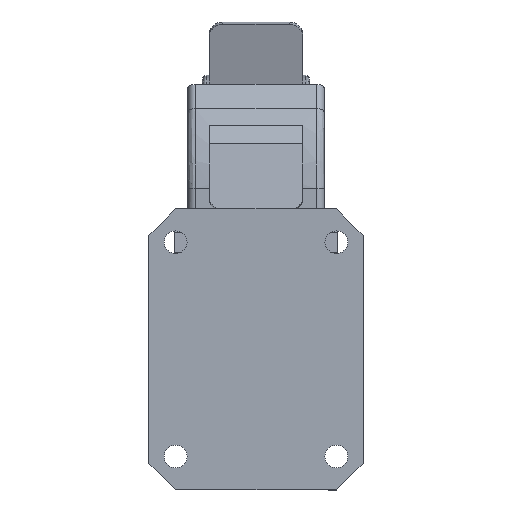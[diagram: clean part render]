
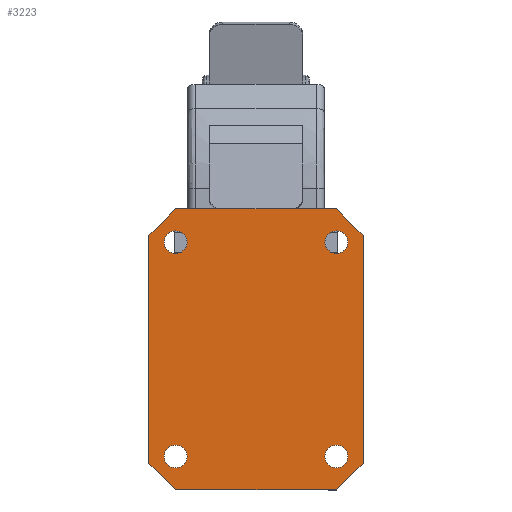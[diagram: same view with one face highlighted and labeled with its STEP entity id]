
A CAD part, top view. The second image highlights one B-rep face of the part: STEP entity #3223.
In plain terms, the highlighted planar face has unit normal (0, 0, 1).
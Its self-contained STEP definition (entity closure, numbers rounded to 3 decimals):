
#193 = FACE_BOUND ( 'NONE', #5297, .T. ) ;
#293 = PLANE ( 'NONE',  #3171 ) ;
#591 = DIRECTION ( 'NONE',  ( 0.707, 0.707, 0. ) ) ;
#595 = VERTEX_POINT ( 'NONE', #1331 ) ;
#628 = DIRECTION ( 'NONE',  ( 1., 0., 0. ) ) ;
#711 = EDGE_CURVE ( 'NONE', #595, #6716, #8053, .T. ) ;
#730 = DIRECTION ( 'NONE',  ( 1., 0., 0. ) ) ;
#778 = AXIS2_PLACEMENT_3D ( 'NONE', #8248, #2277, #7606 ) ;
#787 = DIRECTION ( 'NONE',  ( 0., 0., -1. ) ) ;
#877 = EDGE_CURVE ( 'NONE', #3867, #3589, #1974, .T. ) ;
#930 = EDGE_CURVE ( 'NONE', #3337, #7152, #6605, .T. ) ;
#1104 = EDGE_CURVE ( 'NONE', #4554, #3168, #5181, .T. ) ;
#1164 = AXIS2_PLACEMENT_3D ( 'NONE', #6764, #4785, #4092 ) ;
#1178 = DIRECTION ( 'NONE',  ( 1., 0., 0. ) ) ;
#1263 = EDGE_CURVE ( 'NONE', #7152, #3337, #1433, .T. ) ;
#1331 = CARTESIAN_POINT ( 'NONE',  ( 34.25, -40., 155. ) ) ;
#1344 = LINE ( 'NONE', #4123, #5799 ) ;
#1345 = CARTESIAN_POINT ( 'NONE',  ( 30., 40., 155. ) ) ;
#1365 = AXIS2_PLACEMENT_3D ( 'NONE', #1345, #787, #5961 ) ;
#1433 = CIRCLE ( 'NONE', #778, 4.25 ) ;
#1690 = VECTOR ( 'NONE', #591, 1000. ) ;
#1719 = ORIENTED_EDGE ( 'NONE', *, *, #4979, .T. ) ;
#1737 = CARTESIAN_POINT ( 'NONE',  ( 40., -42.5, 155. ) ) ;
#1745 = LINE ( 'NONE', #4202, #5079 ) ;
#1854 = CARTESIAN_POINT ( 'NONE',  ( 40., 42.5, 155. ) ) ;
#1865 = VECTOR ( 'NONE', #6217, 1000. ) ;
#1895 = ORIENTED_EDGE ( 'NONE', *, *, #2686, .T. ) ;
#1918 = DIRECTION ( 'NONE',  ( 0., 0., -1. ) ) ;
#1941 = VERTEX_POINT ( 'NONE', #1854 ) ;
#1947 = CARTESIAN_POINT ( 'NONE',  ( 30., 40., 155. ) ) ;
#1950 = CARTESIAN_POINT ( 'NONE',  ( -30., -52.5, 155. ) ) ;
#1974 = CIRCLE ( 'NONE', #8205, 4.25 ) ;
#1979 = AXIS2_PLACEMENT_3D ( 'NONE', #5728, #8374, #3787 ) ;
#2014 = CARTESIAN_POINT ( 'NONE',  ( -30., -40., 155. ) ) ;
#2187 = CIRCLE ( 'NONE', #7637, 4.25 ) ;
#2235 = DIRECTION ( 'NONE',  ( 0., 0., 1. ) ) ;
#2277 = DIRECTION ( 'NONE',  ( 0., 0., -1. ) ) ;
#2278 = ORIENTED_EDGE ( 'NONE', *, *, #6337, .T. ) ;
#2311 = DIRECTION ( 'NONE',  ( 0., 0., -1. ) ) ;
#2390 = LINE ( 'NONE', #7655, #1865 ) ;
#2410 = EDGE_CURVE ( 'NONE', #3877, #1941, #6742, .T. ) ;
#2416 = ORIENTED_EDGE ( 'NONE', *, *, #4674, .T. ) ;
#2440 = VERTEX_POINT ( 'NONE', #3854 ) ;
#2673 = CARTESIAN_POINT ( 'NONE',  ( 25.75, -40., 155. ) ) ;
#2686 = EDGE_CURVE ( 'NONE', #8467, #4711, #6109, .T. ) ;
#2710 = LINE ( 'NONE', #7402, #5528 ) ;
#2984 = ORIENTED_EDGE ( 'NONE', *, *, #6718, .T. ) ;
#3001 = ORIENTED_EDGE ( 'NONE', *, *, #2410, .T. ) ;
#3111 = VECTOR ( 'NONE', #8138, 1000. ) ;
#3153 = FACE_BOUND ( 'NONE', #4668, .T. ) ;
#3156 = CARTESIAN_POINT ( 'NONE',  ( -34.25, -40., 155. ) ) ;
#3168 = VERTEX_POINT ( 'NONE', #7395 ) ;
#3171 = AXIS2_PLACEMENT_3D ( 'NONE', #5503, #2235, #4878 ) ;
#3199 = ORIENTED_EDGE ( 'NONE', *, *, #8422, .T. ) ;
#3223 = ADVANCED_FACE ( 'NONE', ( #193, #3153, #4939, #6469, #6975 ), #293, .T. ) ;
#3337 = VERTEX_POINT ( 'NONE', #4866 ) ;
#3341 = VECTOR ( 'NONE', #3604, 1000. ) ;
#3396 = DIRECTION ( 'NONE',  ( 0., 0., -1. ) ) ;
#3447 = LINE ( 'NONE', #3865, #1690 ) ;
#3585 = DIRECTION ( 'NONE',  ( -1., 0., 0. ) ) ;
#3589 = VERTEX_POINT ( 'NONE', #3156 ) ;
#3604 = DIRECTION ( 'NONE',  ( -0.707, 0.707, 0. ) ) ;
#3657 = VECTOR ( 'NONE', #8454, 1000. ) ;
#3787 = DIRECTION ( 'NONE',  ( 1., 0., 0. ) ) ;
#3854 = CARTESIAN_POINT ( 'NONE',  ( -40., 42.5, 155. ) ) ;
#3865 = CARTESIAN_POINT ( 'NONE',  ( 30., -52.5, 155. ) ) ;
#3867 = VERTEX_POINT ( 'NONE', #4963 ) ;
#3877 = VERTEX_POINT ( 'NONE', #1737 ) ;
#4092 = DIRECTION ( 'NONE',  ( 1., 0., 0. ) ) ;
#4123 = CARTESIAN_POINT ( 'NONE',  ( 0., -52.5, 155. ) ) ;
#4189 = ORIENTED_EDGE ( 'NONE', *, *, #1263, .T. ) ;
#4202 = CARTESIAN_POINT ( 'NONE',  ( 0., 52.5, 155. ) ) ;
#4292 = EDGE_LOOP ( 'NONE', ( #4463, #5348 ) ) ;
#4463 = ORIENTED_EDGE ( 'NONE', *, *, #8147, .T. ) ;
#4554 = VERTEX_POINT ( 'NONE', #5045 ) ;
#4668 = EDGE_LOOP ( 'NONE', ( #6962, #2984 ) ) ;
#4674 = EDGE_CURVE ( 'NONE', #6716, #595, #8090, .T. ) ;
#4711 = VERTEX_POINT ( 'NONE', #1950 ) ;
#4785 = DIRECTION ( 'NONE',  ( 0., 0., -1. ) ) ;
#4852 = EDGE_LOOP ( 'NONE', ( #1719, #3001, #3199, #2278, #6385, #5743, #1895, #5245 ) ) ;
#4866 = CARTESIAN_POINT ( 'NONE',  ( -25.75, 40., 155. ) ) ;
#4877 = DIRECTION ( 'NONE',  ( 1., 0., 0. ) ) ;
#4878 = DIRECTION ( 'NONE',  ( 1., 0., 0. ) ) ;
#4915 = CARTESIAN_POINT ( 'NONE',  ( 40., 42.5, 155. ) ) ;
#4939 = FACE_BOUND ( 'NONE', #5979, .T. ) ;
#4963 = CARTESIAN_POINT ( 'NONE',  ( -25.75, -40., 155. ) ) ;
#4979 = EDGE_CURVE ( 'NONE', #7509, #3877, #3447, .T. ) ;
#5000 = DIRECTION ( 'NONE',  ( 0., -1., 0. ) ) ;
#5045 = CARTESIAN_POINT ( 'NONE',  ( 25.75, 40., 155. ) ) ;
#5079 = VECTOR ( 'NONE', #3585, 1000. ) ;
#5181 = CIRCLE ( 'NONE', #1365, 4.25 ) ;
#5245 = ORIENTED_EDGE ( 'NONE', *, *, #6936, .T. ) ;
#5261 = CIRCLE ( 'NONE', #7679, 4.25 ) ;
#5297 = EDGE_LOOP ( 'NONE', ( #8529, #2416 ) ) ;
#5305 = CARTESIAN_POINT ( 'NONE',  ( 30., -40., 155. ) ) ;
#5348 = ORIENTED_EDGE ( 'NONE', *, *, #1104, .T. ) ;
#5365 = CARTESIAN_POINT ( 'NONE',  ( 30., 52.5, 155. ) ) ;
#5503 = CARTESIAN_POINT ( 'NONE',  ( 0., -19., 155. ) ) ;
#5528 = VECTOR ( 'NONE', #5000, 1000. ) ;
#5728 = CARTESIAN_POINT ( 'NONE',  ( -30., 40., 155. ) ) ;
#5743 = ORIENTED_EDGE ( 'NONE', *, *, #7931, .T. ) ;
#5799 = VECTOR ( 'NONE', #8274, 1000. ) ;
#5827 = CARTESIAN_POINT ( 'NONE',  ( 40., -19., 155. ) ) ;
#5888 = DIRECTION ( 'NONE',  ( 0., 0., -1. ) ) ;
#5961 = DIRECTION ( 'NONE',  ( 1., 0., 0. ) ) ;
#5979 = EDGE_LOOP ( 'NONE', ( #7658, #4189 ) ) ;
#6000 = VERTEX_POINT ( 'NONE', #5365 ) ;
#6109 = LINE ( 'NONE', #7488, #3111 ) ;
#6217 = DIRECTION ( 'NONE',  ( -0.707, -0.707, 0. ) ) ;
#6233 = LINE ( 'NONE', #4915, #3341 ) ;
#6271 = CARTESIAN_POINT ( 'NONE',  ( -30., -40., 155. ) ) ;
#6337 = EDGE_CURVE ( 'NONE', #6000, #7373, #1745, .T. ) ;
#6385 = ORIENTED_EDGE ( 'NONE', *, *, #7001, .T. ) ;
#6401 = AXIS2_PLACEMENT_3D ( 'NONE', #5305, #5888, #628 ) ;
#6438 = CARTESIAN_POINT ( 'NONE',  ( -30., 52.5, 155. ) ) ;
#6448 = CARTESIAN_POINT ( 'NONE',  ( -34.25, 40., 155. ) ) ;
#6469 = FACE_BOUND ( 'NONE', #4292, .T. ) ;
#6605 = CIRCLE ( 'NONE', #1979, 4.25 ) ;
#6658 = CARTESIAN_POINT ( 'NONE',  ( 30., -52.5, 155. ) ) ;
#6716 = VERTEX_POINT ( 'NONE', #2673 ) ;
#6718 = EDGE_CURVE ( 'NONE', #3589, #3867, #5261, .T. ) ;
#6742 = LINE ( 'NONE', #5827, #3657 ) ;
#6764 = CARTESIAN_POINT ( 'NONE',  ( 30., -40., 155. ) ) ;
#6936 = EDGE_CURVE ( 'NONE', #4711, #7509, #1344, .T. ) ;
#6962 = ORIENTED_EDGE ( 'NONE', *, *, #877, .T. ) ;
#6975 = FACE_OUTER_BOUND ( 'NONE', #4852, .T. ) ;
#7001 = EDGE_CURVE ( 'NONE', #7373, #2440, #2390, .T. ) ;
#7152 = VERTEX_POINT ( 'NONE', #6448 ) ;
#7373 = VERTEX_POINT ( 'NONE', #6438 ) ;
#7395 = CARTESIAN_POINT ( 'NONE',  ( 34.25, 40., 155. ) ) ;
#7402 = CARTESIAN_POINT ( 'NONE',  ( -40., -19., 155. ) ) ;
#7488 = CARTESIAN_POINT ( 'NONE',  ( -40., -42.5, 155. ) ) ;
#7509 = VERTEX_POINT ( 'NONE', #6658 ) ;
#7606 = DIRECTION ( 'NONE',  ( 1., 0., 0. ) ) ;
#7637 = AXIS2_PLACEMENT_3D ( 'NONE', #1947, #1918, #1178 ) ;
#7655 = CARTESIAN_POINT ( 'NONE',  ( -30., 52.5, 155. ) ) ;
#7658 = ORIENTED_EDGE ( 'NONE', *, *, #930, .T. ) ;
#7679 = AXIS2_PLACEMENT_3D ( 'NONE', #2014, #3396, #730 ) ;
#7931 = EDGE_CURVE ( 'NONE', #2440, #8467, #2710, .T. ) ;
#8053 = CIRCLE ( 'NONE', #1164, 4.25 ) ;
#8090 = CIRCLE ( 'NONE', #6401, 4.25 ) ;
#8138 = DIRECTION ( 'NONE',  ( 0.707, -0.707, 0. ) ) ;
#8140 = CARTESIAN_POINT ( 'NONE',  ( -40., -42.5, 155. ) ) ;
#8147 = EDGE_CURVE ( 'NONE', #3168, #4554, #2187, .T. ) ;
#8205 = AXIS2_PLACEMENT_3D ( 'NONE', #6271, #2311, #4877 ) ;
#8248 = CARTESIAN_POINT ( 'NONE',  ( -30., 40., 155. ) ) ;
#8274 = DIRECTION ( 'NONE',  ( 1., 0., 0. ) ) ;
#8374 = DIRECTION ( 'NONE',  ( 0., 0., -1. ) ) ;
#8422 = EDGE_CURVE ( 'NONE', #1941, #6000, #6233, .T. ) ;
#8454 = DIRECTION ( 'NONE',  ( 0., 1., 0. ) ) ;
#8467 = VERTEX_POINT ( 'NONE', #8140 ) ;
#8529 = ORIENTED_EDGE ( 'NONE', *, *, #711, .T. ) ;
